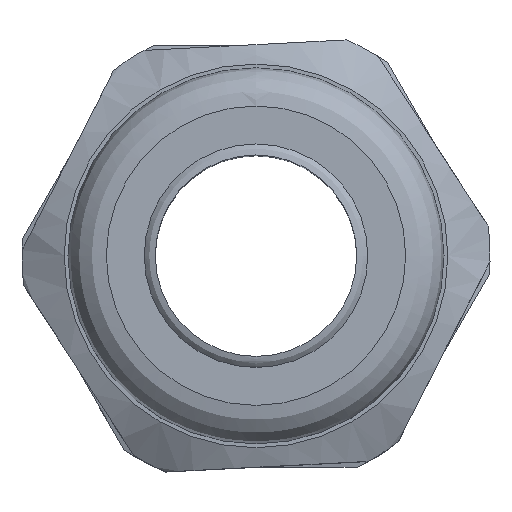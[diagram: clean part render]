
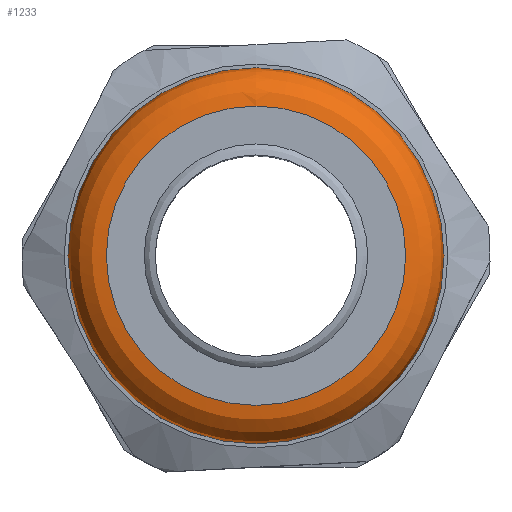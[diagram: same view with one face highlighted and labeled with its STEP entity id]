
A CAD part, top view. The second image highlights one B-rep face of the part: STEP entity #1233.
In plain terms, the highlighted free-form (B-spline) face has degree [2, 2] with [7, 3] control points.
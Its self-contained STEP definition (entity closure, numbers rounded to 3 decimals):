
#1211=(
BOUNDED_SURFACE()
B_SPLINE_SURFACE(2,2,((#5983,#5984,#5985),(#5986,#5987,#5988),(#5989,#5990,
#5991),(#5992,#5993,#5994),(#5995,#5996,#5997),(#5998,#5999,#6000),(#6001,
#6002,#6003)),.UNSPECIFIED.,.T.,.F.,.F.)
B_SPLINE_SURFACE_WITH_KNOTS((1,2,2,2,2,1),(3,3),(-0.333,0.,
0.333,0.667,1.,1.333),(0.,1.),
 .UNSPECIFIED.)
GEOMETRIC_REPRESENTATION_ITEM()
RATIONAL_B_SPLINE_SURFACE(((1.,0.707,1.),(0.5,0.354,
0.5),(1.,0.707,1.),(0.5,0.354,0.5),(1.,0.707,
1.),(0.5,0.354,0.5),(1.,0.707,1.)))
REPRESENTATION_ITEM('')
SURFACE()
);
#1233=ADVANCED_FACE('',(#1436,#1437),#1211,.T.);
#1436=FACE_BOUND('',#1494,.T.);
#1437=FACE_BOUND('',#1495,.T.);
#1494=EDGE_LOOP('',(#1756));
#1495=EDGE_LOOP('',(#1757));
#1756=ORIENTED_EDGE('',*,*,#2753,.F.);
#1757=ORIENTED_EDGE('',*,*,#2752,.F.);
#2498=VERTEX_POINT('',#5979);
#2499=VERTEX_POINT('',#5982);
#2752=EDGE_CURVE('',#2498,#2498,#3151,.T.);
#2753=EDGE_CURVE('',#2499,#2499,#3152,.T.);
#3151=CIRCLE('',#4453,7.8);
#3152=CIRCLE('',#4455,9.8);
#4453=AXIS2_PLACEMENT_3D('',#5978,#4868,#4869);
#4455=AXIS2_PLACEMENT_3D('',#5981,#4872,#4873);
#4868=DIRECTION('',(0.,0.,1.));
#4869=DIRECTION('',(0.,1.,0.));
#4872=DIRECTION('',(0.,0.,-1.));
#4873=DIRECTION('',(0.,1.,0.));
#5978=CARTESIAN_POINT('',(121.077,21.283,26.));
#5979=CARTESIAN_POINT('',(121.077,29.083,26.));
#5981=CARTESIAN_POINT('',(121.077,21.283,24.));
#5982=CARTESIAN_POINT('',(121.077,31.083,24.));
#5983=CARTESIAN_POINT('',(121.077,29.083,26.));
#5984=CARTESIAN_POINT('',(121.077,31.083,26.));
#5985=CARTESIAN_POINT('',(121.077,31.083,24.));
#5986=CARTESIAN_POINT('',(134.587,29.083,26.));
#5987=CARTESIAN_POINT('',(138.052,31.083,26.));
#5988=CARTESIAN_POINT('',(138.052,31.083,24.));
#5989=CARTESIAN_POINT('',(127.832,17.383,26.));
#5990=CARTESIAN_POINT('',(129.564,16.383,26.));
#5991=CARTESIAN_POINT('',(129.564,16.383,24.));
#5992=CARTESIAN_POINT('',(121.077,5.683,26.));
#5993=CARTESIAN_POINT('',(121.077,1.683,26.));
#5994=CARTESIAN_POINT('',(121.077,1.683,24.));
#5995=CARTESIAN_POINT('',(114.322,17.383,26.));
#5996=CARTESIAN_POINT('',(112.59,16.383,26.));
#5997=CARTESIAN_POINT('',(112.59,16.383,24.));
#5998=CARTESIAN_POINT('',(107.567,29.083,26.));
#5999=CARTESIAN_POINT('',(104.103,31.083,26.));
#6000=CARTESIAN_POINT('',(104.103,31.083,24.));
#6001=CARTESIAN_POINT('',(121.077,29.083,26.));
#6002=CARTESIAN_POINT('',(121.077,31.083,26.));
#6003=CARTESIAN_POINT('',(121.077,31.083,24.));
